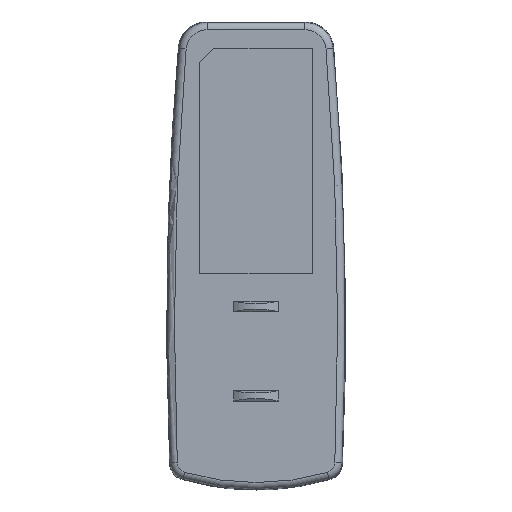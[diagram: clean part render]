
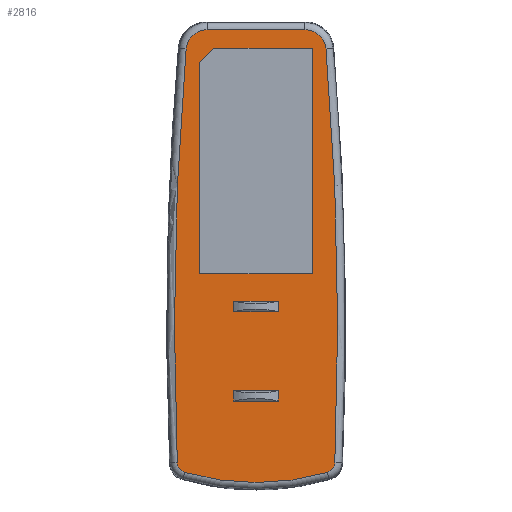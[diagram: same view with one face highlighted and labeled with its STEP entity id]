
A CAD part, front view. The second image highlights one B-rep face of the part: STEP entity #2816.
In plain terms, the highlighted planar face has unit normal (0, -1, 0).
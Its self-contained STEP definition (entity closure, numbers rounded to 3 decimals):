
#1=CARTESIAN_POINT('',(6.95,0.,28.143));
#2=DIRECTION('',(0.,1.,0.));
#3=DIRECTION('',(0.,0.,1.));
#4=AXIS2_PLACEMENT_3D('',#1,#2,#3);
#6=CARTESIAN_POINT('',(-455.106,0.,-10.891));
#7=DIRECTION('',(0.,1.,0.));
#8=DIRECTION('',(0.996,0.,0.084));
#9=AXIS2_PLACEMENT_3D('',#6,#7,#8);
#11=CARTESIAN_POINT('',(9.691,0.,-30.288));
#12=DIRECTION('',(0.,1.,0.));
#13=DIRECTION('',(0.999,0.,-0.042));
#14=AXIS2_PLACEMENT_3D('',#11,#12,#13);
#16=CARTESIAN_POINT('',(0.,0.,2.917));
#17=DIRECTION('',(0.,1.,0.));
#18=DIRECTION('',(0.28,0.,-0.96));
#19=AXIS2_PLACEMENT_3D('',#16,#17,#18);
#21=CARTESIAN_POINT('',(-9.691,0.,-30.288));
#22=DIRECTION('',(0.,1.,0.));
#23=DIRECTION('',(-0.28,0.,-0.96));
#24=AXIS2_PLACEMENT_3D('',#21,#22,#23);
#26=CARTESIAN_POINT('',(455.115,-0.001,-10.892));
#27=DIRECTION('',(0.,1.,0.));
#28=DIRECTION('',(-0.999,0.,-0.042));
#29=AXIS2_PLACEMENT_3D('',#26,#27,#28);
#31=CARTESIAN_POINT('',(-6.95,0.,28.143));
#32=DIRECTION('',(0.,1.,0.));
#33=DIRECTION('',(-0.996,0.,0.084));
#34=AXIS2_PLACEMENT_3D('',#31,#32,#33);
#36=DIRECTION('',(-1.,0.,0.));
#37=VECTOR('',#36,6.3);
#38=CARTESIAN_POINT('',(3.15,0.,-20.1));
#39=LINE('',#38,#37);
#40=DIRECTION('',(0.,0.,-1.));
#41=VECTOR('',#40,1.5);
#42=CARTESIAN_POINT('',(-3.15,0.,-20.1));
#43=LINE('',#42,#41);
#44=DIRECTION('',(1.,0.,0.));
#45=VECTOR('',#44,6.3);
#46=CARTESIAN_POINT('',(-3.15,0.,-21.6));
#47=LINE('',#46,#45);
#48=DIRECTION('',(0.,0.,1.));
#49=VECTOR('',#48,1.5);
#50=CARTESIAN_POINT('',(3.15,0.,-21.6));
#51=LINE('',#50,#49);
#52=DIRECTION('',(-1.,0.,0.));
#53=VECTOR('',#52,6.3);
#54=CARTESIAN_POINT('',(3.15,0.,-7.4));
#55=LINE('',#54,#53);
#56=DIRECTION('',(0.,0.,-1.));
#57=VECTOR('',#56,1.5);
#58=CARTESIAN_POINT('',(-3.15,0.,-7.4));
#59=LINE('',#58,#57);
#60=DIRECTION('',(1.,0.,0.));
#61=VECTOR('',#60,6.3);
#62=CARTESIAN_POINT('',(-3.15,0.,-8.9));
#63=LINE('',#62,#61);
#64=DIRECTION('',(0.,0.,1.));
#65=VECTOR('',#64,1.5);
#66=CARTESIAN_POINT('',(3.15,0.,-8.9));
#67=LINE('',#66,#65);
#68=DIRECTION('',(-0.707,0.,-0.707));
#69=VECTOR('',#68,2.828);
#70=CARTESIAN_POINT('',(-6.,0.,28.5));
#71=LINE('',#70,#69);
#93=DIRECTION('',(-1.,0.,0.));
#94=VECTOR('',#93,13.899);
#95=CARTESIAN_POINT('',(6.95,0.,31.142));
#96=LINE('',#95,#94);
#2158=DIRECTION('',(-1.,0.,0.));
#2159=VECTOR('',#2158,16.);
#2160=CARTESIAN_POINT('',(8.,0.,-3.5));
#2161=LINE('',#2160,#2159);
#2166=DIRECTION('',(0.,0.,1.));
#2167=VECTOR('',#2166,30.);
#2168=CARTESIAN_POINT('',(-8.,0.,-3.5));
#2169=LINE('',#2168,#2167);
#2178=DIRECTION('',(1.,0.,0.));
#2179=VECTOR('',#2178,14.);
#2180=CARTESIAN_POINT('',(-6.,0.,28.5));
#2181=LINE('',#2180,#2179);
#2186=DIRECTION('',(0.,0.,-1.));
#2187=VECTOR('',#2186,32.);
#2188=CARTESIAN_POINT('',(8.,0.,28.5));
#2189=LINE('',#2188,#2187);
#2214=CARTESIAN_POINT('',(6.949,0.,31.142));
#2215=CARTESIAN_POINT('',(9.939,0.,
28.395));
#2216=VERTEX_POINT('',#2214);
#2217=VERTEX_POINT('',#2215);
#2218=CARTESIAN_POINT('',(11.189,0.,
-30.351));
#2219=VERTEX_POINT('',#2218);
#2220=CARTESIAN_POINT('',(10.111,0.,
-31.728));
#2221=VERTEX_POINT('',#2220);
#2222=CARTESIAN_POINT('',(-10.111,0.,
-31.728));
#2223=VERTEX_POINT('',#2222);
#2224=CARTESIAN_POINT('',(-11.189,0.,
-30.351));
#2225=VERTEX_POINT('',#2224);
#2226=CARTESIAN_POINT('',(-9.939,0.,
28.395));
#2227=VERTEX_POINT('',#2226);
#2228=CARTESIAN_POINT('',(-6.949,0.,
31.142));
#2229=VERTEX_POINT('',#2228);
#2230=CARTESIAN_POINT('',(3.15,0.,-20.1));
#2231=CARTESIAN_POINT('',(-3.15,0.,-20.1));
#2232=VERTEX_POINT('',#2230);
#2233=VERTEX_POINT('',#2231);
#2234=CARTESIAN_POINT('',(-3.15,0.,-21.6));
#2235=VERTEX_POINT('',#2234);
#2236=CARTESIAN_POINT('',(3.15,0.,-21.6));
#2237=VERTEX_POINT('',#2236);
#2238=CARTESIAN_POINT('',(3.15,0.,-7.4));
#2239=CARTESIAN_POINT('',(-3.15,0.,-7.4));
#2240=VERTEX_POINT('',#2238);
#2241=VERTEX_POINT('',#2239);
#2242=CARTESIAN_POINT('',(-3.15,0.,-8.9));
#2243=VERTEX_POINT('',#2242);
#2244=CARTESIAN_POINT('',(3.15,0.,-8.9));
#2245=VERTEX_POINT('',#2244);
#2246=CARTESIAN_POINT('',(8.,0.,-3.5));
#2247=CARTESIAN_POINT('',(-8.,0.,-3.5));
#2248=VERTEX_POINT('',#2246);
#2249=VERTEX_POINT('',#2247);
#2250=CARTESIAN_POINT('',(8.,0.,28.5));
#2251=VERTEX_POINT('',#2250);
#2252=CARTESIAN_POINT('',(-6.,0.,28.5));
#2253=VERTEX_POINT('',#2252);
#2254=CARTESIAN_POINT('',(-8.,0.,26.5));
#2255=VERTEX_POINT('',#2254);
#2761=CARTESIAN_POINT('',(0.,0.,0.));
#2762=DIRECTION('',(0.,1.,0.));
#2763=DIRECTION('',(1.,0.,0.));
#2764=AXIS2_PLACEMENT_3D('',#2761,#2762,#2763);
#2765=PLANE('',#2764);
#2767=ORIENTED_EDGE('',*,*,#2766,.T.);
#2769=ORIENTED_EDGE('',*,*,#2768,.T.);
#2771=ORIENTED_EDGE('',*,*,#2770,.T.);
#2773=ORIENTED_EDGE('',*,*,#2772,.T.);
#2775=ORIENTED_EDGE('',*,*,#2774,.T.);
#2777=ORIENTED_EDGE('',*,*,#2776,.T.);
#2779=ORIENTED_EDGE('',*,*,#2778,.T.);
#2781=ORIENTED_EDGE('',*,*,#2780,.F.);
#2782=EDGE_LOOP('',(#2767,#2769,#2771,#2773,#2775,#2777,#2779,#2781));
#2783=FACE_OUTER_BOUND('',#2782,.F.);
#2785=ORIENTED_EDGE('',*,*,#2784,.T.);
#2787=ORIENTED_EDGE('',*,*,#2786,.T.);
#2789=ORIENTED_EDGE('',*,*,#2788,.T.);
#2791=ORIENTED_EDGE('',*,*,#2790,.T.);
#2792=EDGE_LOOP('',(#2785,#2787,#2789,#2791));
#2793=FACE_BOUND('',#2792,.F.);
#2795=ORIENTED_EDGE('',*,*,#2794,.T.);
#2797=ORIENTED_EDGE('',*,*,#2796,.T.);
#2799=ORIENTED_EDGE('',*,*,#2798,.T.);
#2801=ORIENTED_EDGE('',*,*,#2800,.T.);
#2802=EDGE_LOOP('',(#2795,#2797,#2799,#2801));
#2803=FACE_BOUND('',#2802,.F.);
#2805=ORIENTED_EDGE('',*,*,#2804,.F.);
#2807=ORIENTED_EDGE('',*,*,#2806,.F.);
#2809=ORIENTED_EDGE('',*,*,#2808,.F.);
#2811=ORIENTED_EDGE('',*,*,#2810,.T.);
#2813=ORIENTED_EDGE('',*,*,#2812,.F.);
#2814=EDGE_LOOP('',(#2805,#2807,#2809,#2811,#2813));
#2815=FACE_BOUND('',#2814,.F.);
#2816=ADVANCED_FACE('',(#2783,#2793,#2803,#2815),#2765,.F.);
#5=CIRCLE('',#4,2.999);
#10=CIRCLE('',#9,466.701);
#15=CIRCLE('',#14,1.5);
#20=CIRCLE('',#19,36.09);
#25=CIRCLE('',#24,1.5);
#30=CIRCLE('',#29,466.71);
#35=CIRCLE('',#34,2.999);
#2766=EDGE_CURVE('',#2216,#2217,#5,.T.);
#2768=EDGE_CURVE('',#2217,#2219,#10,.T.);
#2770=EDGE_CURVE('',#2219,#2221,#15,.T.);
#2772=EDGE_CURVE('',#2221,#2223,#20,.T.);
#2774=EDGE_CURVE('',#2223,#2225,#25,.T.);
#2776=EDGE_CURVE('',#2225,#2227,#30,.T.);
#2778=EDGE_CURVE('',#2227,#2229,#35,.T.);
#2780=EDGE_CURVE('',#2216,#2229,#96,.T.);
#2784=EDGE_CURVE('',#2232,#2233,#39,.T.);
#2786=EDGE_CURVE('',#2233,#2235,#43,.T.);
#2788=EDGE_CURVE('',#2235,#2237,#47,.T.);
#2790=EDGE_CURVE('',#2237,#2232,#51,.T.);
#2794=EDGE_CURVE('',#2240,#2241,#55,.T.);
#2796=EDGE_CURVE('',#2241,#2243,#59,.T.);
#2798=EDGE_CURVE('',#2243,#2245,#63,.T.);
#2800=EDGE_CURVE('',#2245,#2240,#67,.T.);
#2804=EDGE_CURVE('',#2248,#2249,#2161,.T.);
#2806=EDGE_CURVE('',#2251,#2248,#2189,.T.);
#2808=EDGE_CURVE('',#2253,#2251,#2181,.T.);
#2810=EDGE_CURVE('',#2253,#2255,#71,.T.);
#2812=EDGE_CURVE('',#2249,#2255,#2169,.T.);
